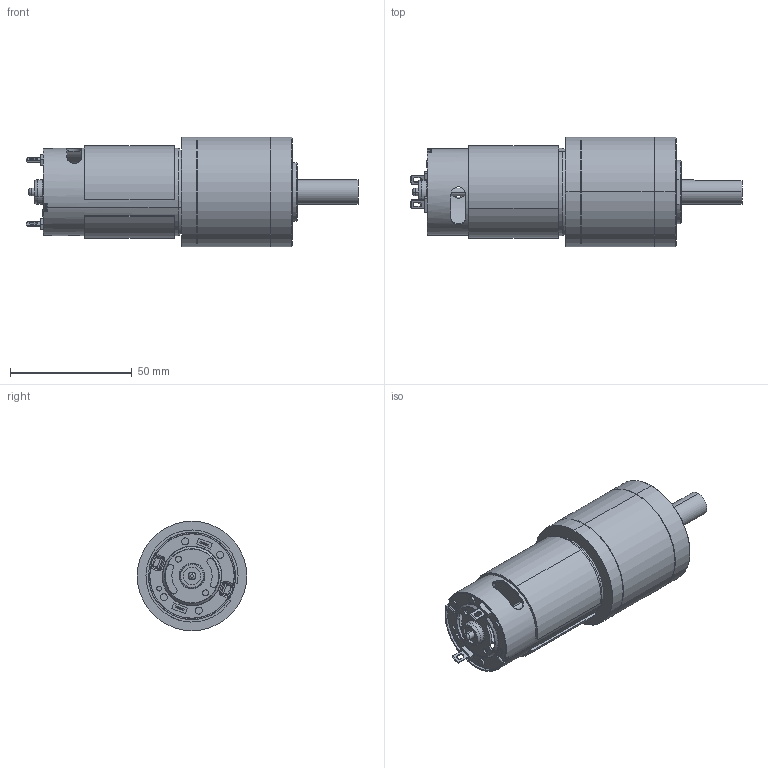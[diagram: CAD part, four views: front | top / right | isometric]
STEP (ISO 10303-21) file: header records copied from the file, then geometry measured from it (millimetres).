
FILE_DESCRIPTION (( 'STEP AP214' ), '1' );
FILE_NAME ('am-2542 PG27 with 9015.STEP', '2016-07-21T14:08:29', ( '' ), ( '' ), 'SwSTEP 2.0', 'SolidWorks 2014', '' );
FILE_SCHEMA (( 'AUTOMOTIVE_DESIGN' ));
Length unit declared in the file: inch
Products named in the file (13): AM-0912 housing_1; PG27 no Motor_1; am-2542 PG27 with 9015; AM-0912_1; AM-0912 red dot_1; AM-0912 armature_1; AM-0912 terminal_1; AM-0912 terminal housing_1; AM-0912 shaft_1; AM-0912 cap bushing_1; AM-0912 shield_1; AM-0912 end cap_1; AM-0912 output bushing_1
Assembly tree (14 placements, depth 3):
  am-2542 PG27 with 9015
    PG27 no Motor_1
    AM-0912_1
      AM-0912 housing_1
      AM-0912 output bushing_1
      AM-0912 end cap_1
      AM-0912 shield_1
      AM-0912 cap bushing_1
      AM-0912 shaft_1
      AM-0912 terminal housing_1  x2
      AM-0912 terminal_1  x2
      AM-0912 armature_1
      AM-0912 red dot_1
Bounding box: 136.42 x 45 x 45 mm (x, y, z)
Volume: 89594.3 mm3; surface area: 40469.7 mm2
Topology: 13 solids, 13 shells, 553 faces, 1335 edges, 826 vertices
Faces by surface type: plane 309, cylinder 175, cone 39, bspline 30
Entity records: 23615 total; most frequent: CARTESIAN_POINT 4453, DIRECTION 2526, ORIENTED_EDGE 2442, EDGE_CURVE 1221, AXIS2_PLACEMENT_3D 945, VERTEX_POINT 762, LINE 636, VECTOR 636
